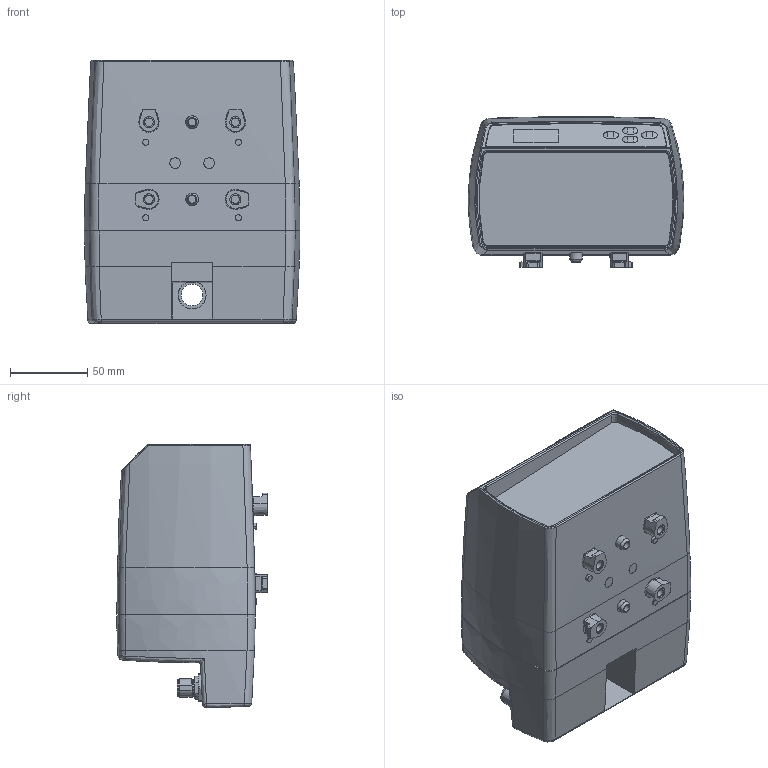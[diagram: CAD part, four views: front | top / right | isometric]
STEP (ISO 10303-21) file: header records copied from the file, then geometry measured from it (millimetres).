
FILE_DESCRIPTION((''),'2;1');
FILE_NAME('DB003351_VDM100_PDB_SSI','2007-12-11T',('tmarschner'),(''),'PRO/ENGINEER BY PARAMETRIC TECHNOLOGY CORPORATION, 2006300','PRO/ENGINEER BY PARAMETRIC TECHNOLOGY CORPORATION, 2006300','');
FILE_SCHEMA(('CONFIG_CONTROL_DESIGN'));
Products named in the file (1): DB003351_VDM100_PDB_SSI
Bounding box: 139.84 x 97.8 x 170.49 mm (x, y, z)
Volume: 280774.7 mm3; surface area: 209366.4 mm2
Topology: 5 solids, 5 shells, 1053 faces, 2632 edges, 1760 vertices
Faces by surface type: cylinder 332, plane 295, bspline 235, sphere 70, cone 66, torus 38, extrusion 16, revolution 1
Entity records: 53958 total; most frequent: CARTESIAN_POINT 21770, ORIENTED_EDGE 5082, DIRECTION 4617, EDGE_CURVE 2541, AXIS2_PLACEMENT_3D 1821, VERTEX_POINT 1598, FILL_AREA_STYLE_COLOUR 1209, FILL_AREA_STYLE 1209
